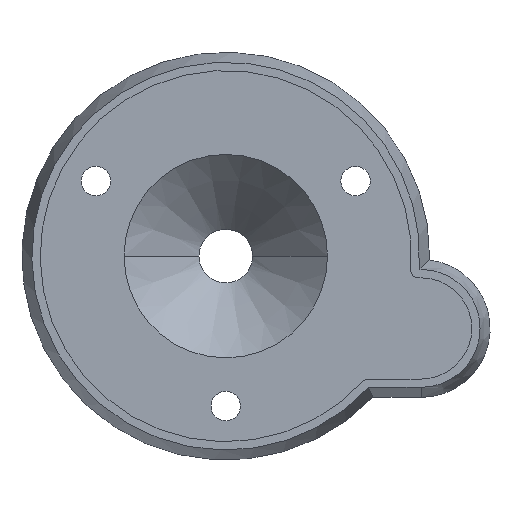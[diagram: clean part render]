
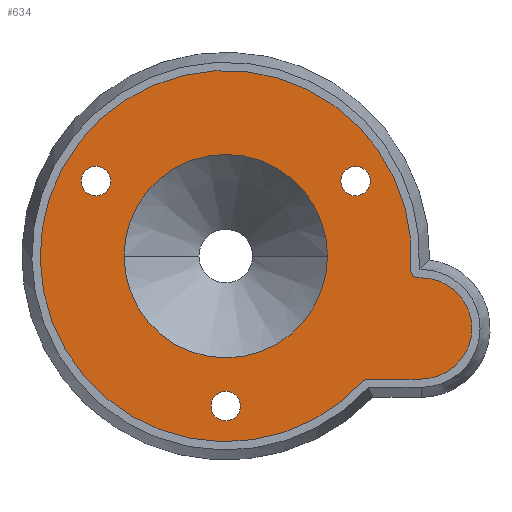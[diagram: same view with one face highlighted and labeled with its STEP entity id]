
A CAD part, front view. The second image highlights one B-rep face of the part: STEP entity #634.
In plain terms, the highlighted planar face has unit normal (0, -1, 0).
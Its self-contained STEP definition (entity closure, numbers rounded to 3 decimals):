
#55=CARTESIAN_POINT('',(0.,5.,0.));
#56=DIRECTION('',(0.,1.,0.));
#57=DIRECTION('',(1.,0.,0.));
#58=AXIS2_PLACEMENT_3D('',#55,#56,#57);
#60=CARTESIAN_POINT('',(0.,5.,0.));
#61=DIRECTION('',(0.,-1.,0.));
#62=DIRECTION('',(1.,0.,0.));
#63=AXIS2_PLACEMENT_3D('',#60,#61,#62);
#65=CARTESIAN_POINT('',(0.,5.,-28.));
#66=DIRECTION('',(0.,-1.,0.));
#67=DIRECTION('',(1.,0.,0.));
#68=AXIS2_PLACEMENT_3D('',#65,#66,#67);
#70=CARTESIAN_POINT('',(0.,5.,-28.));
#71=DIRECTION('',(0.,-1.,0.));
#72=DIRECTION('',(-1.,0.,0.));
#73=AXIS2_PLACEMENT_3D('',#70,#71,#72);
#75=CARTESIAN_POINT('',(24.249,5.,14.));
#76=DIRECTION('',(0.,-1.,0.));
#77=DIRECTION('',(-0.5,0.,0.866));
#78=AXIS2_PLACEMENT_3D('',#75,#76,#77);
#80=CARTESIAN_POINT('',(24.249,5.,14.));
#81=DIRECTION('',(0.,-1.,0.));
#82=DIRECTION('',(0.5,0.,-0.866));
#83=AXIS2_PLACEMENT_3D('',#80,#81,#82);
#85=CARTESIAN_POINT('',(-24.249,5.,14.));
#86=DIRECTION('',(0.,-1.,0.));
#87=DIRECTION('',(-0.5,0.,-0.866));
#88=AXIS2_PLACEMENT_3D('',#85,#86,#87);
#90=CARTESIAN_POINT('',(-24.249,5.,14.));
#91=DIRECTION('',(0.,-1.,0.));
#92=DIRECTION('',(0.5,0.,0.866));
#93=AXIS2_PLACEMENT_3D('',#90,#91,#92);
#95=DIRECTION('',(-1.,0.,0.));
#96=VECTOR('',#95,9.295);
#97=CARTESIAN_POINT('',(36.5,5.,-24.287));
#98=LINE('',#97,#96);
#285=CARTESIAN_POINT('',(26.152,5.,-24.74));
#286=CARTESIAN_POINT('',(26.22,5.,-24.668));
#287=CARTESIAN_POINT('',(26.368,5.,-24.541));
#288=CARTESIAN_POINT('',(26.628,5.,-24.395));
#289=CARTESIAN_POINT('',(26.912,5.,-24.306));
#290=CARTESIAN_POINT('',(27.106,5.,-24.287));
#291=CARTESIAN_POINT('',(27.205,5.,-24.287));
#298=CARTESIAN_POINT('',(27.205,5.,-24.287));
#316=CARTESIAN_POINT('',(36.5,5.,-13.5));
#317=DIRECTION('',(0.,-1.,0.));
#318=DIRECTION('',(0.,0.,-1.));
#319=AXIS2_PLACEMENT_3D('',#316,#317,#318);
#349=CARTESIAN_POINT('',(37.435,5.,-2.755));
#350=CARTESIAN_POINT('',(37.32,5.,-2.755));
#351=CARTESIAN_POINT('',(37.097,5.,-2.731));
#352=CARTESIAN_POINT('',(36.77,5.,-2.617));
#353=CARTESIAN_POINT('',(36.487,5.,-2.434));
#354=CARTESIAN_POINT('',(36.264,5.,-2.203));
#355=CARTESIAN_POINT('',(36.092,5.,-1.917));
#356=CARTESIAN_POINT('',(35.991,5.,-1.592));
#357=CARTESIAN_POINT('',(35.974,5.,-1.37));
#358=CARTESIAN_POINT('',(35.978,5.,-1.255));
#365=CARTESIAN_POINT('',(26.152,5.,-24.74));
#379=CARTESIAN_POINT('',(35.978,5.,-1.255));
#386=CARTESIAN_POINT('',(0.,5.,0.));
#387=DIRECTION('',(0.,-1.,0.));
#388=DIRECTION('',(0.999,0.,-0.035));
#389=AXIS2_PLACEMENT_3D('',#386,#387,#388);
#397=DIRECTION('',(-1.,0.,0.));
#398=VECTOR('',#397,0.016);
#399=CARTESIAN_POINT('',(37.452,5.,-2.755));
#400=LINE('',#399,#398);
#423=CARTESIAN_POINT('',(19.,5.,0.));
#424=VERTEX_POINT('',#423);
#439=CARTESIAN_POINT('',(-19.,5.,0.));
#440=VERTEX_POINT('',#439);
#456=CARTESIAN_POINT('',(36.5,5.,-24.287));
#458=VERTEX_POINT('',#456);
#467=CARTESIAN_POINT('',(2.75,5.,-28.));
#468=CARTESIAN_POINT('',(-2.75,5.,-28.));
#469=VERTEX_POINT('',#467);
#470=VERTEX_POINT('',#468);
#475=CARTESIAN_POINT('',(22.874,5.,16.382));
#476=CARTESIAN_POINT('',(25.624,5.,11.618));
#477=VERTEX_POINT('',#475);
#478=VERTEX_POINT('',#476);
#483=CARTESIAN_POINT('',(-25.624,5.,11.618));
#484=CARTESIAN_POINT('',(-22.874,5.,16.382));
#485=VERTEX_POINT('',#483);
#486=VERTEX_POINT('',#484);
#491=CARTESIAN_POINT('',(37.452,5.,-2.755));
#492=VERTEX_POINT('',#491);
#494=VERTEX_POINT('',#298);
#496=VERTEX_POINT('',#365);
#497=VERTEX_POINT('',#379);
#504=CARTESIAN_POINT('',(37.435,5.,-2.755));
#505=VERTEX_POINT('',#504);
#593=CARTESIAN_POINT('',(0.,5.,0.));
#594=DIRECTION('',(0.,-1.,0.));
#595=DIRECTION('',(-1.,0.,0.));
#596=AXIS2_PLACEMENT_3D('',#593,#594,#595);
#597=PLANE('',#596);
#599=ORIENTED_EDGE('',*,*,#598,.T.);
#601=ORIENTED_EDGE('',*,*,#600,.F.);
#603=ORIENTED_EDGE('',*,*,#602,.F.);
#605=ORIENTED_EDGE('',*,*,#604,.F.);
#607=ORIENTED_EDGE('',*,*,#606,.F.);
#609=ORIENTED_EDGE('',*,*,#608,.F.);
#610=EDGE_LOOP('',(#599,#601,#603,#605,#607,#609));
#611=FACE_OUTER_BOUND('',#610,.F.);
#613=ORIENTED_EDGE('',*,*,#612,.T.);
#615=ORIENTED_EDGE('',*,*,#614,.T.);
#616=EDGE_LOOP('',(#613,#615));
#617=FACE_BOUND('',#616,.F.);
#619=ORIENTED_EDGE('',*,*,#618,.T.);
#621=ORIENTED_EDGE('',*,*,#620,.T.);
#622=EDGE_LOOP('',(#619,#621));
#623=FACE_BOUND('',#622,.F.);
#625=ORIENTED_EDGE('',*,*,#624,.T.);
#627=ORIENTED_EDGE('',*,*,#626,.T.);
#628=EDGE_LOOP('',(#625,#627));
#629=FACE_BOUND('',#628,.F.);
#630=ORIENTED_EDGE('',*,*,#586,.F.);
#631=ORIENTED_EDGE('',*,*,#575,.T.);
#632=EDGE_LOOP('',(#630,#631));
#633=FACE_BOUND('',#632,.F.);
#634=ADVANCED_FACE('',(#611,#617,#623,#629,#633),#597,.T.);
#59=CIRCLE('',#58,19.);
#64=CIRCLE('',#63,19.);
#69=CIRCLE('',#68,2.75);
#74=CIRCLE('',#73,2.75);
#79=CIRCLE('',#78,2.75);
#84=CIRCLE('',#83,2.75);
#89=CIRCLE('',#88,2.75);
#94=CIRCLE('',#93,2.75);
#292=B_SPLINE_CURVE_WITH_KNOTS('',3,(#285,#286,#287,#288,#289,#290,#291),
.UNSPECIFIED.,.F.,.F.,(4,1,1,1,4),(0.,0.25,0.5,0.75,1.),
.UNSPECIFIED.);
#320=CIRCLE('',#319,10.787);
#359=B_SPLINE_CURVE_WITH_KNOTS('',3,(#349,#350,#351,#352,#353,#354,#355,#356,
#357,#358),.UNSPECIFIED.,.F.,.F.,(4,1,1,1,1,1,1,4),(0.,0.143,
0.286,0.429,0.571,0.714,
0.857,1.),.UNSPECIFIED.);
#390=CIRCLE('',#389,36.);
#575=EDGE_CURVE('',#424,#440,#64,.T.);
#586=EDGE_CURVE('',#424,#440,#59,.T.);
#598=EDGE_CURVE('',#458,#494,#98,.T.);
#600=EDGE_CURVE('',#496,#494,#292,.T.);
#602=EDGE_CURVE('',#497,#496,#390,.T.);
#604=EDGE_CURVE('',#505,#497,#359,.T.);
#606=EDGE_CURVE('',#492,#505,#400,.T.);
#608=EDGE_CURVE('',#458,#492,#320,.T.);
#612=EDGE_CURVE('',#469,#470,#69,.T.);
#614=EDGE_CURVE('',#470,#469,#74,.T.);
#618=EDGE_CURVE('',#477,#478,#79,.T.);
#620=EDGE_CURVE('',#478,#477,#84,.T.);
#624=EDGE_CURVE('',#485,#486,#89,.T.);
#626=EDGE_CURVE('',#486,#485,#94,.T.);
